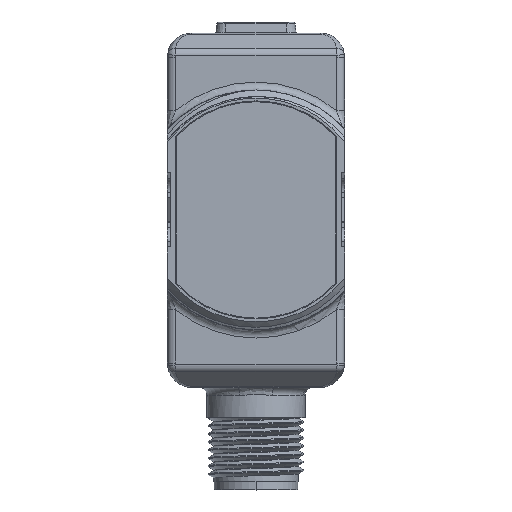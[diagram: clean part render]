
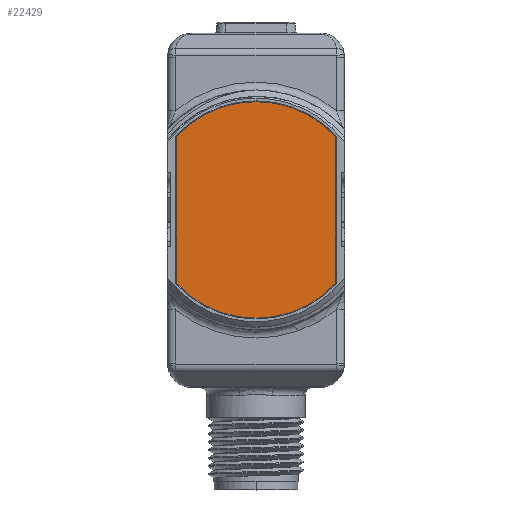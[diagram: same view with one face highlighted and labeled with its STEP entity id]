
A CAD part, top view. The second image highlights one B-rep face of the part: STEP entity #22429.
In plain terms, the highlighted planar face has unit normal (0, 0, 1).
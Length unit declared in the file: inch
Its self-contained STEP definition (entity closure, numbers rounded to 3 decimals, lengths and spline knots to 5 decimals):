
#9646=CARTESIAN_POINT('',(0.,0.86614,0.1378));
#9647=DIRECTION('',(0.,0.,-1.));
#9648=DIRECTION('',(0.736,-0.677,0.));
#9649=AXIS2_PLACEMENT_3D('',#9646,#9647,#9648);
#9651=DIRECTION('',(0.,1.,0.));
#9652=VECTOR('',#9651,0.71689);
#9653=CARTESIAN_POINT('',(-0.38976,0.5077,
0.1378));
#9654=LINE('',#9653,#9652);
#9655=CARTESIAN_POINT('',(0.,0.86614,0.1378));
#9656=DIRECTION('',(0.,0.,-1.));
#9657=DIRECTION('',(-0.736,0.677,0.));
#9658=AXIS2_PLACEMENT_3D('',#9655,#9656,#9657);
#9660=DIRECTION('',(0.,-1.,0.));
#9661=VECTOR('',#9660,0.71689);
#9662=CARTESIAN_POINT('',(0.38976,1.22459,
0.1378));
#9663=LINE('',#9662,#9661);
#10955=CARTESIAN_POINT('',(0.38976,0.5077,
0.1378));
#10956=CARTESIAN_POINT('',(-0.38976,0.5077,
0.1378));
#10957=VERTEX_POINT('',#10955);
#10958=VERTEX_POINT('',#10956);
#10959=CARTESIAN_POINT('',(-0.38976,1.22459,
0.1378));
#10960=VERTEX_POINT('',#10959);
#10961=CARTESIAN_POINT('',(0.38976,1.22459,
0.1378));
#10962=VERTEX_POINT('',#10961);
#22418=CARTESIAN_POINT('',(0.,0.86614,0.1378));
#22419=DIRECTION('',(0.,0.,-1.));
#22420=DIRECTION('',(0.,1.,0.));
#22421=AXIS2_PLACEMENT_3D('',#22418,#22419,#22420);
#22422=PLANE('',#22421);
#22423=ORIENTED_EDGE('',*,*,#22412,.T.);
#22424=ORIENTED_EDGE('',*,*,#22305,.T.);
#22425=ORIENTED_EDGE('',*,*,#22324,.T.);
#22426=ORIENTED_EDGE('',*,*,#22342,.T.);
#22427=EDGE_LOOP('',(#22423,#22424,#22425,#22426));
#22428=FACE_OUTER_BOUND('',#22427,.F.);
#22429=ADVANCED_FACE('',(#22428),#22422,.F.);
#9650=CIRCLE('',#9649,0.52953);
#9659=CIRCLE('',#9658,0.52953);
#22305=EDGE_CURVE('',#10958,#10960,#9654,.T.);
#22324=EDGE_CURVE('',#10960,#10962,#9659,.T.);
#22342=EDGE_CURVE('',#10962,#10957,#9663,.T.);
#22412=EDGE_CURVE('',#10957,#10958,#9650,.T.);
